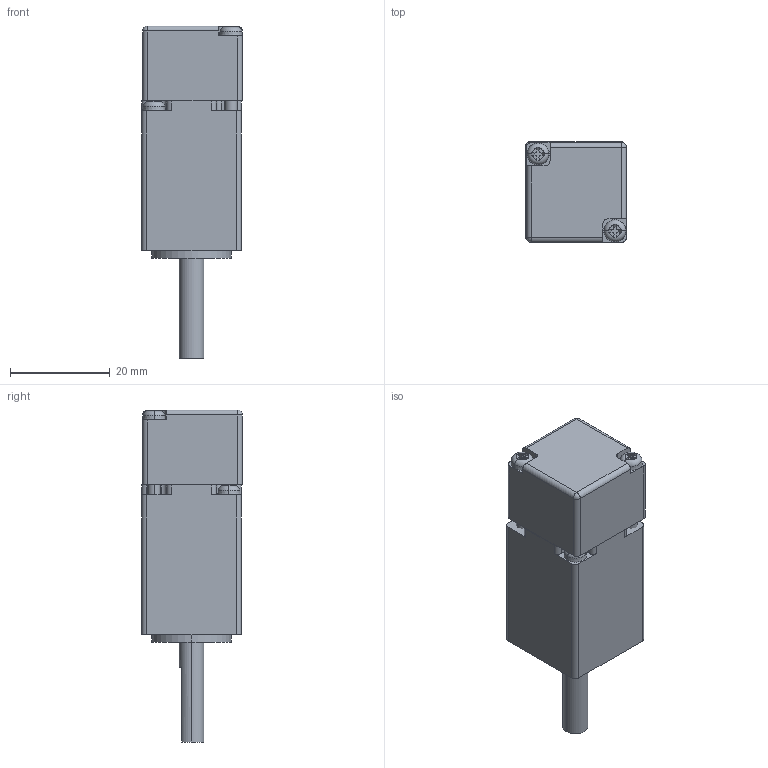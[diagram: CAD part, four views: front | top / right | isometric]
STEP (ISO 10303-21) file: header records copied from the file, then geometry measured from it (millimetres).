
FILE_DESCRIPTION (( 'STEP AP214' ), '1' );
FILE_NAME ('20HS28ES.STEP', '2023-12-12T05:48:44', ( '' ), ( '' ), 'SwSTEP 2.0', 'SolidWorks 2021', '' );
FILE_SCHEMA (( 'AUTOMOTIVE_DESIGN' ));
Length unit declared in the file: millimetre
Products named in the file (4): 20敕遠綴裔; 20HS28ES; 20HS28ES-YL; cross recessed cheese head screws gb_GB_CROSS_SCREWS_TYPE2 M2.5X25-25  H type-N
Assembly tree (6 placements, depth 2):
  20HS28ES
    20HS28ES-YL
    20敕遠綴裔
    cross recessed cheese head screws gb_GB_CROSS_SCREWS_TYPE2 M2.5X25-25  H type-N  x4
Bounding box: 20.2 x 20.2 x 66.5 mm (x, y, z)
Volume: 18762.6 mm3; surface area: 6801.7 mm2
Topology: 6 solids, 6 shells, 252 faces, 622 edges, 406 vertices
Faces by surface type: plane 134, cylinder 92, torus 16, cone 8, sphere 2
Entity records: 4850 total; most frequent: DIRECTION 866, CARTESIAN_POINT 840, ORIENTED_EDGE 760, EDGE_CURVE 380, AXIS2_PLACEMENT_3D 332, VERTEX_POINT 250, LINE 202, VECTOR 202
